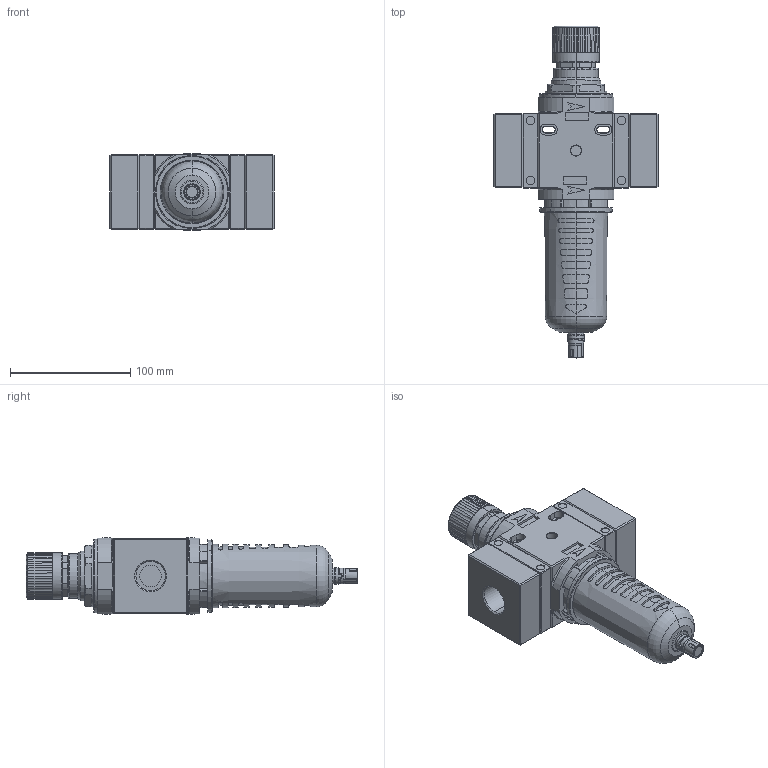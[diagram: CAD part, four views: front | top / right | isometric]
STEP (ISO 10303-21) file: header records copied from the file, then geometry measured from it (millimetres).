
FILE_DESCRIPTION(('STEP AP214'),'1');
FILE_NAME('080 FR PE SS.stp','2020-03-18T14:41:49',(' '),(' '),'Spatial InterOp 3D',' ',' ');
FILE_SCHEMA(('AUTOMOTIVE_DESIGN { 1 0 10303 214 1 1 1 1 }'));
Length unit declared in the file: metre
Products named in the file (1): Solido
Bounding box: 136.6 x 276.3 x 63.6 mm (x, y, z)
Volume: 859006.9 mm3; surface area: 112811.3 mm2
Topology: 1 solids, 9 shells, 1633 faces, 4267 edges, 2698 vertices
Faces by surface type: plane 854, cylinder 403, cone 172, torus 80, extrusion 54, bspline 46, sphere 24
Entity records: 54069 total; most frequent: CARTESIAN_POINT 13729, ORIENTED_EDGE 8514, DIRECTION 8463, EDGE_CURVE 4257, AXIS2_PLACEMENT_3D 3043, VERTEX_POINT 2698, VECTOR 2377, LINE 2323
